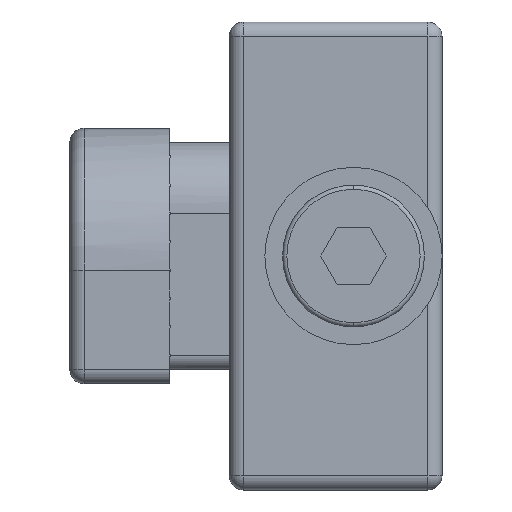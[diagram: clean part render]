
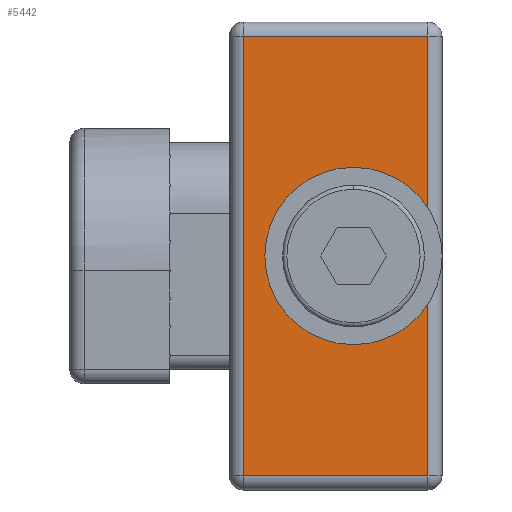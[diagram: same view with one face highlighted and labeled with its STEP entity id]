
A CAD part, left-side view. The second image highlights one B-rep face of the part: STEP entity #5442.
In plain terms, the highlighted planar face has unit normal (-1, 0, 0).
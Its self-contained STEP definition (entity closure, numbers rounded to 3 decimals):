
#37 = VERTEX_POINT ( 'NONE', #206 ) ;
#206 = CARTESIAN_POINT ( 'NONE',  ( -8., 2.95, -11.75 ) ) ;
#251 = VERTEX_POINT ( 'NONE', #3180 ) ;
#330 = ORIENTED_EDGE ( 'NONE', *, *, #3709, .F. ) ;
#348 = DIRECTION ( 'NONE',  ( 0., 0., -1. ) ) ;
#526 = VERTEX_POINT ( 'NONE', #4004 ) ;
#550 = EDGE_CURVE ( 'NONE', #1924, #2633, #6435, .T. ) ;
#777 = EDGE_CURVE ( 'NONE', #5420, #1924, #3447, .T. ) ;
#782 = EDGE_CURVE ( 'NONE', #2148, #526, #2491, .T. ) ;
#900 = EDGE_CURVE ( 'NONE', #251, #5420, #5532, .T. ) ;
#1046 = CARTESIAN_POINT ( 'NONE',  ( -8., 0., -24. ) ) ;
#1049 = CARTESIAN_POINT ( 'NONE',  ( -8., -4.8, 7. ) ) ;
#1138 = EDGE_CURVE ( 'NONE', #37, #6225, #5978, .T. ) ;
#1287 = PLANE ( 'NONE',  #4620 ) ;
#1347 = FACE_OUTER_BOUND ( 'NONE', #1597, .T. ) ;
#1495 = CARTESIAN_POINT ( 'NONE',  ( -8., -0.05, -5.25 ) ) ;
#1517 = CARTESIAN_POINT ( 'NONE',  ( -8., -0.05, -11.75 ) ) ;
#1597 = EDGE_LOOP ( 'NONE', ( #4546, #4429, #4821, #4235 ) ) ;
#1643 = CARTESIAN_POINT ( 'NONE',  ( -8., 8.2, 7. ) ) ;
#1657 = VECTOR ( 'NONE', #3644, 1000. ) ;
#1691 = CARTESIAN_POINT ( 'NONE',  ( -8., 2.95, -8.5 ) ) ;
#1883 = DIRECTION ( 'NONE',  ( 0., 1., 0. ) ) ;
#1924 = VERTEX_POINT ( 'NONE', #1049 ) ;
#2014 = VECTOR ( 'NONE', #3591, 1000. ) ;
#2148 = VERTEX_POINT ( 'NONE', #2941 ) ;
#2238 = VECTOR ( 'NONE', #5962, 1000. ) ;
#2292 = ORIENTED_EDGE ( 'NONE', *, *, #782, .F. ) ;
#2491 = LINE ( 'NONE', #1495, #3077 ) ;
#2633 = VERTEX_POINT ( 'NONE', #1643 ) ;
#2728 = EDGE_LOOP ( 'NONE', ( #2292, #3725, #4711, #330 ) ) ;
#2798 = FACE_BOUND ( 'NONE', #2728, .T. ) ;
#2941 = CARTESIAN_POINT ( 'NONE',  ( -8., -0.05, -5.25 ) ) ;
#2950 = CARTESIAN_POINT ( 'NONE',  ( -8., -4.8, 0. ) ) ;
#3077 = VECTOR ( 'NONE', #1883, 1000. ) ;
#3180 = CARTESIAN_POINT ( 'NONE',  ( -8., 8.2, -24. ) ) ;
#3320 = DIRECTION ( 'NONE',  ( 1., 0., 0. ) ) ;
#3394 = DIRECTION ( 'NONE',  ( 0., 1., 0. ) ) ;
#3447 = LINE ( 'NONE', #2950, #2238 ) ;
#3478 = AXIS2_PLACEMENT_3D ( 'NONE', #4033, #4452, #3907 ) ;
#3496 = DIRECTION ( 'NONE',  ( 0., -1., 0. ) ) ;
#3524 = CARTESIAN_POINT ( 'NONE',  ( -8., -0.05, -11.75 ) ) ;
#3591 = DIRECTION ( 'NONE',  ( 0., 0., -1. ) ) ;
#3644 = DIRECTION ( 'NONE',  ( 0., -1., 0. ) ) ;
#3709 = EDGE_CURVE ( 'NONE', #526, #37, #6254, .T. ) ;
#3725 = ORIENTED_EDGE ( 'NONE', *, *, #5303, .F. ) ;
#3842 = AXIS2_PLACEMENT_3D ( 'NONE', #1691, #3987, #5661 ) ;
#3907 = DIRECTION ( 'NONE',  ( 0., 0., 1. ) ) ;
#3987 = DIRECTION ( 'NONE',  ( -1., 0., 0. ) ) ;
#4004 = CARTESIAN_POINT ( 'NONE',  ( -8., 2.95, -5.25 ) ) ;
#4033 = CARTESIAN_POINT ( 'NONE',  ( -8., -0.05, -8.5 ) ) ;
#4197 = LINE ( 'NONE', #6078, #2014 ) ;
#4235 = ORIENTED_EDGE ( 'NONE', *, *, #4956, .T. ) ;
#4301 = CIRCLE ( 'NONE', #3478, 3.25 ) ;
#4393 = CARTESIAN_POINT ( 'NONE',  ( -8., 0., 7. ) ) ;
#4429 = ORIENTED_EDGE ( 'NONE', *, *, #777, .T. ) ;
#4452 = DIRECTION ( 'NONE',  ( -1., 0., 0. ) ) ;
#4546 = ORIENTED_EDGE ( 'NONE', *, *, #900, .T. ) ;
#4620 = AXIS2_PLACEMENT_3D ( 'NONE', #5237, #3320, #348 ) ;
#4711 = ORIENTED_EDGE ( 'NONE', *, *, #1138, .F. ) ;
#4821 = ORIENTED_EDGE ( 'NONE', *, *, #550, .T. ) ;
#4956 = EDGE_CURVE ( 'NONE', #2633, #251, #4197, .T. ) ;
#5237 = CARTESIAN_POINT ( 'NONE',  ( -8., 0., 0. ) ) ;
#5303 = EDGE_CURVE ( 'NONE', #6225, #2148, #4301, .T. ) ;
#5387 = VECTOR ( 'NONE', #3496, 1000. ) ;
#5420 = VERTEX_POINT ( 'NONE', #5741 ) ;
#5442 = ADVANCED_FACE ( 'NONE', ( #1347, #2798 ), #1287, .F. ) ;
#5532 = LINE ( 'NONE', #1046, #1657 ) ;
#5661 = DIRECTION ( 'NONE',  ( 0., 0., 1. ) ) ;
#5741 = CARTESIAN_POINT ( 'NONE',  ( -8., -4.8, -24. ) ) ;
#5962 = DIRECTION ( 'NONE',  ( 0., 0., 1. ) ) ;
#5978 = LINE ( 'NONE', #1517, #5387 ) ;
#5990 = VECTOR ( 'NONE', #3394, 1000. ) ;
#6078 = CARTESIAN_POINT ( 'NONE',  ( -8., 8.2, 0. ) ) ;
#6225 = VERTEX_POINT ( 'NONE', #3524 ) ;
#6254 = CIRCLE ( 'NONE', #3842, 3.25 ) ;
#6435 = LINE ( 'NONE', #4393, #5990 ) ;
